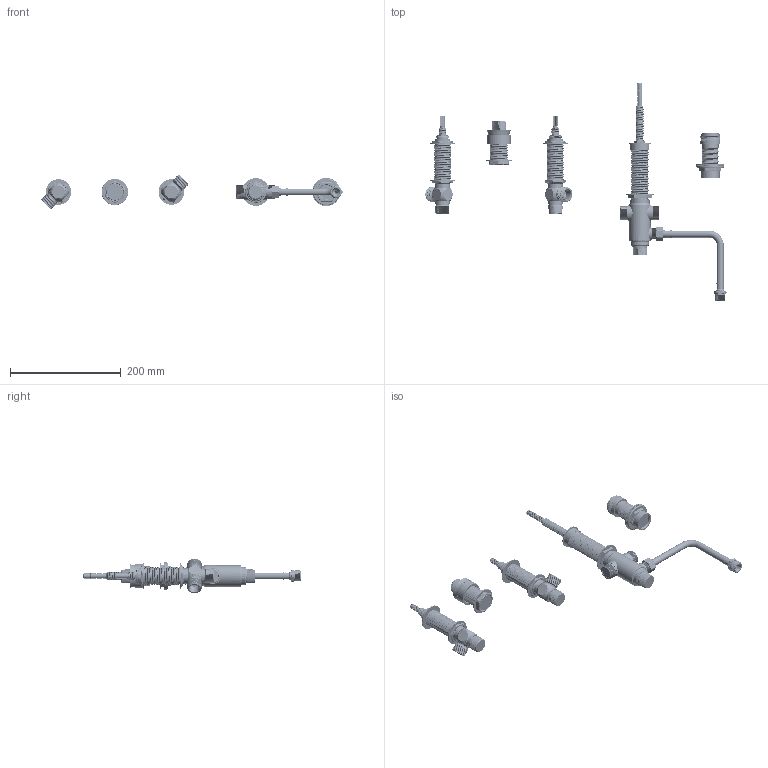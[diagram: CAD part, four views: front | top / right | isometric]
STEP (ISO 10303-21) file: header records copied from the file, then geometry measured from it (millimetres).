
FILE_DESCRIPTION((''),'2;1');
FILE_NAME('1-507','2021-04-19T13:12:48',('rsmith'),(''),'CREO PARAMETRIC BY PTC INC, 2018400','CREO PARAMETRIC BY PTC INC, 2018400','');
FILE_SCHEMA(('AUTOMOTIVE_DESIGN { 1 0 10303 214 1 1 1 1 }'));
Products named in the file (1): 1-507
Bounding box: 542.76 x 391.27 x 61.64 mm (x, y, z)
Volume: 533963.5 mm3; surface area: 188498.4 mm2
Topology: 7 solids, 7 shells, 3887 faces, 10369 edges, 6596 vertices
Faces by surface type: cylinder 1473, plane 1046, cone 550, bspline 529, extrusion 239, torus 46, sphere 4
Entity records: 397866 total; most frequent: CARTESIAN_POINT 258067, ORIENTED_EDGE 20726, DIRECTION 14473, PRESENTATION_STYLE_ASSIGNMENT 12855, STYLED_ITEM 10675, CURVE_STYLE 10602, EDGE_CURVE 10363, VERTEX_POINT 6596
